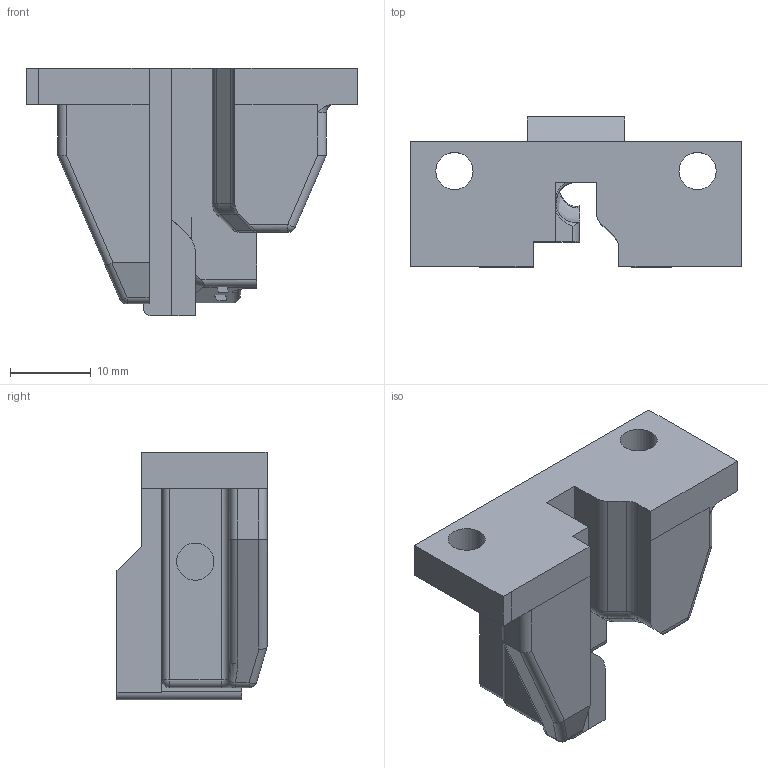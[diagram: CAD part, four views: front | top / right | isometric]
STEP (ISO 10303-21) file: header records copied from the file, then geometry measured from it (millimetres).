
FILE_DESCRIPTION(/* description */ (''),/* implementation_level */ '2;1');
FILE_NAME(/* name */ 'wire_support_2020.step',/* time_stamp */ '2025-10-28T21:11:07-04:00',/* author */ (''),/* organization */ (''),/* preprocessor_version */ 'ST-DEVELOPER v20.1',/* originating_system */ 'Autodesk Translation Framework v14.17.0.0',/* authorisation */ '');
FILE_SCHEMA (('AUTOMOTIVE_DESIGN { 1 0 10303 214 3 1 1 }'));
Length unit declared in the file: millimetre
Products named in the file (2): (Unsaved); Wire_Support_2020
Assembly tree (1 placements, depth 2):
  (Unsaved)
    Wire_Support_2020
Bounding box: 41 x 18.55 x 30.65 mm (x, y, z)
Volume: 7617.5 mm3; surface area: 4517.4 mm2
Topology: 1 solids, 1 shells, 131 faces, 350 edges, 221 vertices
Faces by surface type: plane 61, cylinder 46, bspline 15, sphere 7, torus 2
Full cylindrical faces by diameter (mm): 4.6 x4
Entity records: 4790 total; most frequent: CARTESIAN_POINT 1465, ORIENTED_EDGE 698, DIRECTION 677, EDGE_CURVE 349, AXIS2_PLACEMENT_3D 234, VERTEX_POINT 221, LINE 209, VECTOR 209
